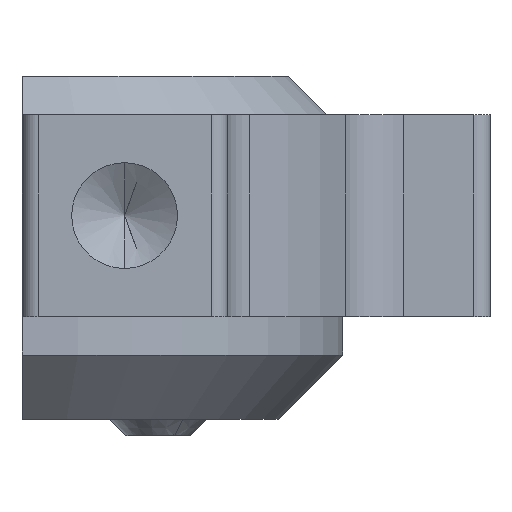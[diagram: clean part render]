
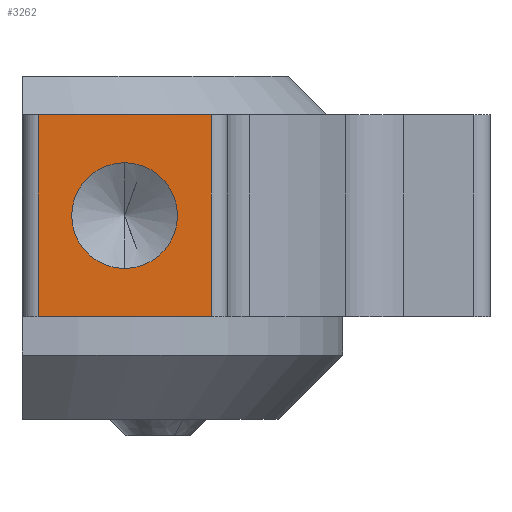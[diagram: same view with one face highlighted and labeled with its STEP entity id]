
A CAD part, left-side view. The second image highlights one B-rep face of the part: STEP entity #3262.
In plain terms, the highlighted planar face has unit normal (-1, 0, 0).
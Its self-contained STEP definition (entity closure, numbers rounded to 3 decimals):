
#11 = DIRECTION ( 'NONE',  ( 0., 0., 1. ) ) ;
#110 = EDGE_LOOP ( 'NONE', ( #2137, #2421, #1933, #662 ) ) ;
#306 = CARTESIAN_POINT ( 'NONE',  ( -16.516, 5.489, 33.35 ) ) ;
#446 = EDGE_CURVE ( 'NONE', #1142, #614, #2592, .T. ) ;
#463 = ORIENTED_EDGE ( 'NONE', *, *, #1170, .F. ) ;
#518 = CIRCLE ( 'NONE', #841, 1.65 ) ;
#566 = EDGE_CURVE ( 'NONE', #1846, #569, #1472, .T. ) ;
#569 = VERTEX_POINT ( 'NONE', #2968 ) ;
#614 = VERTEX_POINT ( 'NONE', #2995 ) ;
#662 = ORIENTED_EDGE ( 'NONE', *, *, #993, .T. ) ;
#782 = VECTOR ( 'NONE', #1316, 1000. ) ;
#797 = EDGE_CURVE ( 'NONE', #1713, #1563, #2267, .T. ) ;
#841 = AXIS2_PLACEMENT_3D ( 'NONE', #2838, #3051, #11 ) ;
#993 = EDGE_CURVE ( 'NONE', #1713, #569, #1261, .T. ) ;
#1005 = CARTESIAN_POINT ( 'NONE',  ( -16.516, 5.489, 34.55 ) ) ;
#1142 = VERTEX_POINT ( 'NONE', #1830 ) ;
#1170 = EDGE_CURVE ( 'NONE', #614, #1142, #518, .T. ) ;
#1212 = DIRECTION ( 'NONE',  ( 0., 0., -1. ) ) ;
#1261 = LINE ( 'NONE', #1530, #2061 ) ;
#1272 = DIRECTION ( 'NONE',  ( 0., 1., 0. ) ) ;
#1316 = DIRECTION ( 'NONE',  ( 0., -1., 0. ) ) ;
#1469 = CARTESIAN_POINT ( 'NONE',  ( -16.516, -0.411, 34.55 ) ) ;
#1472 = LINE ( 'NONE', #1670, #2954 ) ;
#1530 = CARTESIAN_POINT ( 'NONE',  ( -16.516, 4.989, 34.55 ) ) ;
#1563 = VERTEX_POINT ( 'NONE', #1841 ) ;
#1670 = CARTESIAN_POINT ( 'NONE',  ( -16.516, 5.489, 27.05 ) ) ;
#1713 = VERTEX_POINT ( 'NONE', #2127 ) ;
#1735 = DIRECTION ( 'NONE',  ( 0., 0., 1. ) ) ;
#1765 = ORIENTED_EDGE ( 'NONE', *, *, #446, .F. ) ;
#1773 = DIRECTION ( 'NONE',  ( 1., 0., 0. ) ) ;
#1830 = CARTESIAN_POINT ( 'NONE',  ( -16.516, 2.289, 31.85 ) ) ;
#1841 = CARTESIAN_POINT ( 'NONE',  ( -16.516, -0.411, 33.35 ) ) ;
#1846 = VERTEX_POINT ( 'NONE', #2970 ) ;
#1933 = ORIENTED_EDGE ( 'NONE', *, *, #797, .F. ) ;
#2061 = VECTOR ( 'NONE', #1212, 1000. ) ;
#2127 = CARTESIAN_POINT ( 'NONE',  ( -16.516, 4.989, 33.35 ) ) ;
#2137 = ORIENTED_EDGE ( 'NONE', *, *, #566, .F. ) ;
#2255 = PLANE ( 'NONE',  #2913 ) ;
#2267 = LINE ( 'NONE', #306, #782 ) ;
#2416 = DIRECTION ( 'NONE',  ( -1., 0., 0. ) ) ;
#2421 = ORIENTED_EDGE ( 'NONE', *, *, #2981, .T. ) ;
#2489 = FACE_BOUND ( 'NONE', #2576, .T. ) ;
#2544 = VECTOR ( 'NONE', #1735, 1000. ) ;
#2576 = EDGE_LOOP ( 'NONE', ( #1765, #463 ) ) ;
#2592 = CIRCLE ( 'NONE', #2845, 1.65 ) ;
#2681 = DIRECTION ( 'NONE',  ( 0., 1., 0. ) ) ;
#2729 = LINE ( 'NONE', #1469, #2544 ) ;
#2838 = CARTESIAN_POINT ( 'NONE',  ( -16.516, 2.289, 30.2 ) ) ;
#2845 = AXIS2_PLACEMENT_3D ( 'NONE', #2881, #2416, #2932 ) ;
#2881 = CARTESIAN_POINT ( 'NONE',  ( -16.516, 2.289, 30.2 ) ) ;
#2913 = AXIS2_PLACEMENT_3D ( 'NONE', #1005, #1773, #1272 ) ;
#2932 = DIRECTION ( 'NONE',  ( 0., 0., 1. ) ) ;
#2954 = VECTOR ( 'NONE', #2681, 1000. ) ;
#2968 = CARTESIAN_POINT ( 'NONE',  ( -16.516, 4.989, 27.05 ) ) ;
#2970 = CARTESIAN_POINT ( 'NONE',  ( -16.516, -0.411, 27.05 ) ) ;
#2981 = EDGE_CURVE ( 'NONE', #1846, #1563, #2729, .T. ) ;
#2995 = CARTESIAN_POINT ( 'NONE',  ( -16.516, 2.289, 28.55 ) ) ;
#3051 = DIRECTION ( 'NONE',  ( -1., 0., 0. ) ) ;
#3262 = ADVANCED_FACE ( 'NONE', ( #2489, #3273 ), #2255, .F. ) ;
#3273 = FACE_OUTER_BOUND ( 'NONE', #110, .T. ) ;
